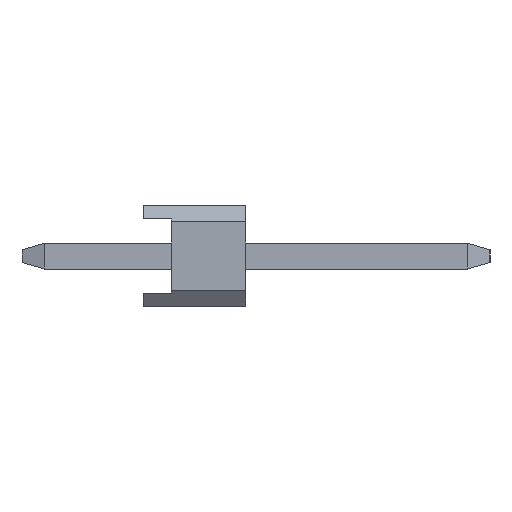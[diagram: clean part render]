
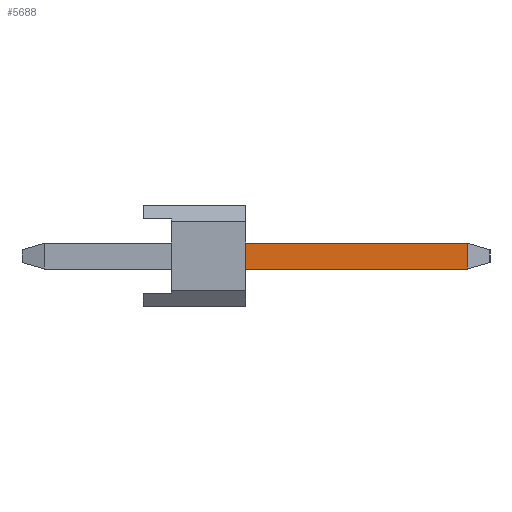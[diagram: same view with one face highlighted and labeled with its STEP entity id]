
A CAD part, left-side view. The second image highlights one B-rep face of the part: STEP entity #5688.
In plain terms, the highlighted planar face has unit normal (-1, 0, 0).
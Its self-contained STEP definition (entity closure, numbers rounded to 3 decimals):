
#5552=VERTEX_POINT('',#14877);
#5688=ADVANCED_FACE('',(#15019),#15020,.T.);
#5918=EDGE_CURVE('',#5552,#7348,#15304,.T.);
#6086=EDGE_CURVE('',#7348,#13124,#15485,.T.);
#7348=VERTEX_POINT('',#16879);
#10266=EDGE_CURVE('',#11994,#5552,#20107,.T.);
#11994=VERTEX_POINT('',#22009);
#12520=EDGE_CURVE('',#13124,#11994,#22582,.T.);
#13124=VERTEX_POINT('',#23238);
#14877=CARTESIAN_POINT('',(-37.15,-8.054,-0.32));
#15019=FACE_OUTER_BOUND('',#25740,.T.);
#15020=PLANE('',#25741);
#15304=LINE('',#26152,#26153);
#15485=LINE('',#26429,#26430);
#16879=CARTESIAN_POINT('',(-37.15,-2.54,-0.32));
#20107=LINE('',#33145,#33146);
#22009=CARTESIAN_POINT('',(-37.15,-8.054,0.32));
#22582=LINE('',#36690,#36691);
#23238=CARTESIAN_POINT('',(-37.15,-2.54,0.32));
#25740=EDGE_LOOP('',(#39832,#39833,#39834,#39835));
#25741=AXIS2_PLACEMENT_3D('',#39836,#39837,#39838);
#26152=CARTESIAN_POINT('',(-37.15,2.454,-0.32));
#26153=VECTOR('',#40454,1.0);
#26429=CARTESIAN_POINT('',(-37.15,-2.54,0.252));
#26430=VECTOR('',#40614,1.0);
#33145=CARTESIAN_POINT('',(-37.15,-8.054,0.5));
#33146=VECTOR('',#45409,1.0);
#36690=CARTESIAN_POINT('',(-37.15,-2.8,0.32));
#36691=VECTOR('',#47788,1.0);
#39832=ORIENTED_EDGE('',*,*,#6086,.F.);
#39833=ORIENTED_EDGE('',*,*,#5918,.F.);
#39834=ORIENTED_EDGE('',*,*,#10266,.F.);
#39835=ORIENTED_EDGE('',*,*,#12520,.F.);
#39836=CARTESIAN_POINT('',(-37.15,2.454,0.5));
#39837=DIRECTION('',(-1.0,0.,0.));
#39838=DIRECTION('',(0.,1.0,0.));
#40454=DIRECTION('',(0.,1.0,0.));
#40614=DIRECTION('',(0.,0.,1.0));
#45409=DIRECTION('',(0.0,0.,-1.0));
#47788=DIRECTION('',(0.,-1.0,0.));
